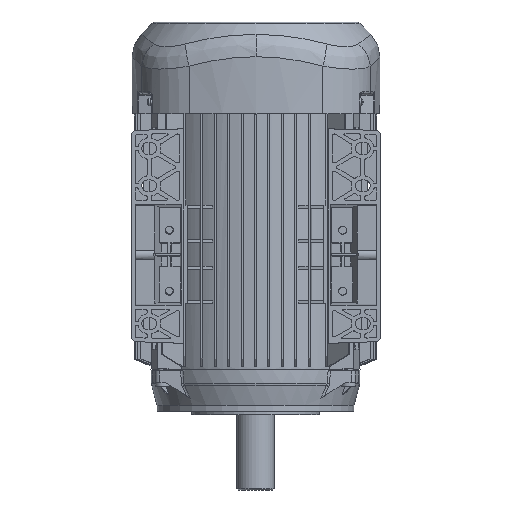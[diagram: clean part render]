
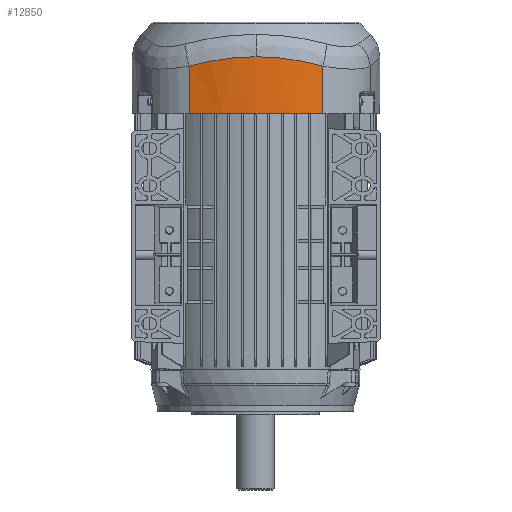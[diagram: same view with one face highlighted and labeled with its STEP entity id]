
A CAD part, front view. The second image highlights one B-rep face of the part: STEP entity #12850.
In plain terms, the highlighted cylindrical face has radius 236 mm (diameter 472 mm), a partial arc.
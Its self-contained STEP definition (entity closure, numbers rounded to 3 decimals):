
#1910=CYLINDRICAL_SURFACE('',#91267,236.);
#4298=B_SPLINE_CURVE_WITH_KNOTS('',3,(#162254,#162255,#162256,#162257,#162258,
#162259,#162260,#162261,#162262,#162263,#162264,#162265,#162266,#162267,
#162268,#162269,#162270,#162271,#162272,#162273,#162274,#162275,#162276,
#162277),.UNSPECIFIED.,.F.,.F.,(4,2,2,2,2,1,2,2,2,1,2,2,4),(0.,0.125,
0.187,0.25,0.375,0.437,
0.469,0.5,0.625,0.687,
0.719,0.75,1.),.UNSPECIFIED.);
#4299=B_SPLINE_CURVE_WITH_KNOTS('',3,(#162283,#162284,#162285,#162286,#162287,
#162288,#162289,#162290,#162291,#162292,#162293,#162294,#162295,#162296,
#162297,#162298,#162299,#162300,#162301,#162302,#162303,#162304,#162305,
#162306,#162307),.UNSPECIFIED.,.F.,.F.,(4,2,2,2,2,2,1,2,2,2,2,2,4),(0.,0.125,
0.187,0.219,0.25,0.375,
0.437,0.469,0.5,0.625,
0.687,0.75,1.),.UNSPECIFIED.);
#8413=CIRCLE('',#91266,236.);
#12850=ADVANCED_FACE('',(#19938),#1910,.T.);
#19938=FACE_OUTER_BOUND('',#25375,.T.);
#25375=EDGE_LOOP('',(#48735,#48736,#48737,#48738,#48739));
#48735=ORIENTED_EDGE('',*,*,#70456,.T.);
#48736=ORIENTED_EDGE('',*,*,#70457,.F.);
#48737=ORIENTED_EDGE('',*,*,#70458,.F.);
#48738=ORIENTED_EDGE('',*,*,#70454,.T.);
#48739=ORIENTED_EDGE('',*,*,#70459,.T.);
#58321=VERTEX_POINT('',#162249);
#58322=VERTEX_POINT('',#162251);
#58323=VERTEX_POINT('',#162278);
#58324=VERTEX_POINT('',#162279);
#58325=VERTEX_POINT('',#162281);
#70454=EDGE_CURVE('',#58322,#58321,#78119,.T.);
#70456=EDGE_CURVE('',#58323,#58324,#4298,.T.);
#70457=EDGE_CURVE('',#58325,#58324,#78120,.T.);
#70458=EDGE_CURVE('',#58322,#58325,#8413,.T.);
#70459=EDGE_CURVE('',#58321,#58323,#4299,.T.);
#78119=LINE('',#162250,#85247);
#78120=LINE('',#162280,#85248);
#85247=VECTOR('',#109848,1.);
#85248=VECTOR('',#109853,1.);
#91266=AXIS2_PLACEMENT_3D('',#162282,#109854,#109855);
#91267=AXIS2_PLACEMENT_3D('',#162308,#109856,#109857);
#109848=DIRECTION('',(0.,0.,1.));
#109853=DIRECTION('',(0.,0.,1.));
#109854=DIRECTION('',(0.,0.,-1.));
#109855=DIRECTION('',(0.287,-0.958,0.));
#109856=DIRECTION('',(0.,0.,1.));
#109857=DIRECTION('',(-0.287,-0.958,0.));
#162249=CARTESIAN_POINT('',(67.768,-116.828,430.678));
#162250=CARTESIAN_POINT('',(67.768,-116.828,382.5));
#162251=CARTESIAN_POINT('',(67.768,-116.828,382.5));
#162254=CARTESIAN_POINT('',(0.,-126.767,440.245));
#162255=CARTESIAN_POINT('',(-2.897,-126.767,440.245));
#162256=CARTESIAN_POINT('',(-5.8,-126.714,440.191));
#162257=CARTESIAN_POINT('',(-10.159,-126.553,440.029));
#162258=CARTESIAN_POINT('',(-11.613,-126.486,439.961));
#162259=CARTESIAN_POINT('',(-14.522,-126.325,439.798));
#162260=CARTESIAN_POINT('',(-16.01,-126.228,439.701));
#162261=CARTESIAN_POINT('',(-20.279,-125.912,439.384));
#162262=CARTESIAN_POINT('',(-23.138,-125.648,439.119));
#162263=CARTESIAN_POINT('',(-27.444,-125.171,438.644));
#162264=CARTESIAN_POINT('',(-29.601,-124.912,438.386));
#162265=CARTESIAN_POINT('',(-31.763,-124.621,438.099));
#162266=CARTESIAN_POINT('',(-33.206,-124.421,437.901));
#162267=CARTESIAN_POINT('',(-33.958,-124.313,437.794));
#162268=CARTESIAN_POINT('',(-37.42,-123.799,437.288));
#162269=CARTESIAN_POINT('',(-40.208,-123.334,436.833));
#162270=CARTESIAN_POINT('',(-44.414,-122.555,436.076));
#162271=CARTESIAN_POINT('',(-46.523,-122.144,435.679));
#162272=CARTESIAN_POINT('',(-48.641,-121.701,435.253));
#162273=CARTESIAN_POINT('',(-50.054,-121.399,434.963));
#162274=CARTESIAN_POINT('',(-50.802,-121.236,434.807));
#162275=CARTESIAN_POINT('',(-56.823,-119.89,433.522));
#162276=CARTESIAN_POINT('',(-62.262,-118.479,432.194));
#162277=CARTESIAN_POINT('',(-67.768,-116.828,430.678));
#162278=CARTESIAN_POINT('',(0.,-126.767,440.245));
#162279=CARTESIAN_POINT('',(-67.768,-116.828,430.678));
#162280=CARTESIAN_POINT('',(-67.768,-116.828,382.5));
#162281=CARTESIAN_POINT('',(-67.768,-116.828,382.5));
#162282=CARTESIAN_POINT('',(0.,109.233,382.5));
#162283=CARTESIAN_POINT('',(67.768,-116.828,430.678));
#162284=CARTESIAN_POINT('',(65.015,-117.653,431.436));
#162285=CARTESIAN_POINT('',(62.279,-118.419,432.147));
#162286=CARTESIAN_POINT('',(58.203,-119.482,433.143));
#162287=CARTESIAN_POINT('',(56.849,-119.822,433.464));
#162288=CARTESIAN_POINT('',(54.826,-120.312,433.927));
#162289=CARTESIAN_POINT('',(54.153,-120.471,434.079));
#162290=CARTESIAN_POINT('',(52.81,-120.784,434.376));
#162291=CARTESIAN_POINT('',(52.179,-120.928,434.513));
#162292=CARTESIAN_POINT('',(48.637,-121.719,435.269));
#162293=CARTESIAN_POINT('',(45.817,-122.295,435.824));
#162294=CARTESIAN_POINT('',(41.61,-123.074,436.581));
#162295=CARTESIAN_POINT('',(39.513,-123.443,436.941));
#162296=CARTESIAN_POINT('',(37.426,-123.782,437.272));
#162297=CARTESIAN_POINT('',(36.036,-124.001,437.487));
#162298=CARTESIAN_POINT('',(35.373,-124.103,437.587));
#162299=CARTESIAN_POINT('',(31.76,-124.639,438.115));
#162300=CARTESIAN_POINT('',(28.879,-125.011,438.485));
#162301=CARTESIAN_POINT('',(24.574,-125.489,438.961));
#162302=CARTESIAN_POINT('',(23.142,-125.634,439.106));
#162303=CARTESIAN_POINT('',(20.283,-125.898,439.37));
#162304=CARTESIAN_POINT('',(18.889,-126.015,439.487));
#162305=CARTESIAN_POINT('',(11.611,-126.554,440.029));
#162306=CARTESIAN_POINT('',(5.795,-126.767,440.245));
#162307=CARTESIAN_POINT('',(0.,-126.767,440.245));
#162308=CARTESIAN_POINT('',(0.,109.233,381.5));
